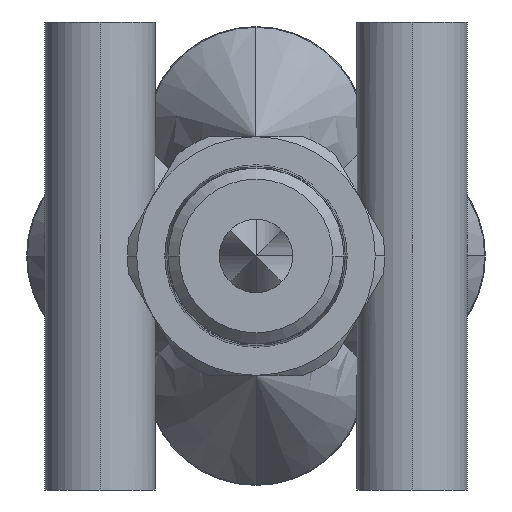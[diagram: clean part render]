
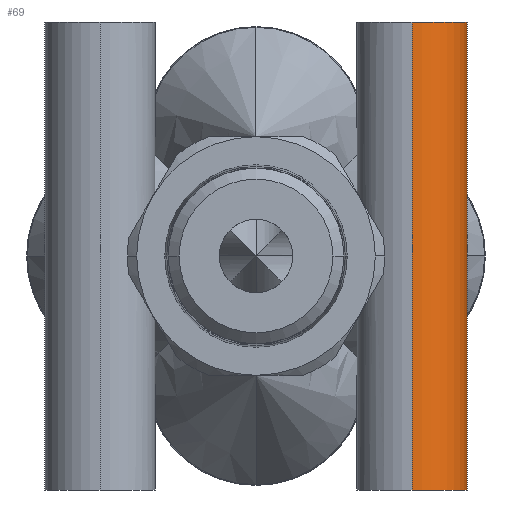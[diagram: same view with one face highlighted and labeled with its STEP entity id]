
A CAD part, front view. The second image highlights one B-rep face of the part: STEP entity #69.
In plain terms, the highlighted cylindrical face has radius 2.997 mm (diameter 5.994 mm), a partial arc.
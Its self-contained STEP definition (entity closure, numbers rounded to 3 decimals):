
#69=ADVANCED_FACE('',(#287),#288,.T.);
#287=FACE_OUTER_BOUND('',#699,.T.);
#288=CYLINDRICAL_SURFACE('',#700,2.997);
#699=EDGE_LOOP('',(#1256,#1257,#1258,#1259));
#700=AXIS2_PLACEMENT_3D('',#1260,#1261,#1262);
#1256=ORIENTED_EDGE('',*,*,#2706,.F.);
#1257=ORIENTED_EDGE('',*,*,#2707,.F.);
#1258=ORIENTED_EDGE('',*,*,#2708,.F.);
#1259=ORIENTED_EDGE('',*,*,#2709,.F.);
#1260=CARTESIAN_POINT('',(8.5,22.28,0.0));
#1261=DIRECTION('',(0.0,0.0,-1.0));
#1262=DIRECTION('',(0.,1.0,0.0));
#2706=EDGE_CURVE('',#3271,#3272,#3273,.T.);
#2707=EDGE_CURVE('',#3274,#3271,#3275,.T.);
#2708=EDGE_CURVE('',#3276,#3274,#3277,.T.);
#2709=EDGE_CURVE('',#3272,#3276,#3278,.T.);
#3271=VERTEX_POINT('',#4401);
#3272=VERTEX_POINT('',#4402);
#3273=LINE('',#4403,#4404);
#3274=VERTEX_POINT('',#4405);
#3275=CIRCLE('',#4406,2.997);
#3276=VERTEX_POINT('',#4407);
#3277=LINE('',#4408,#4409);
#3278=CIRCLE('',#4410,2.997);
#4401=CARTESIAN_POINT('',(8.5,25.277,12.75));
#4402=CARTESIAN_POINT('',(8.5,25.277,-12.75));
#4403=CARTESIAN_POINT('',(8.5,25.277,0.0));
#4404=VECTOR('',#5711,1.0);
#4405=CARTESIAN_POINT('',(8.5,19.283,12.75));
#4406=AXIS2_PLACEMENT_3D('',#5712,#5713,#5714);
#4407=CARTESIAN_POINT('',(8.5,19.283,-12.75));
#4408=CARTESIAN_POINT('',(8.5,19.283,0.0));
#4409=VECTOR('',#5715,1.0);
#4410=AXIS2_PLACEMENT_3D('',#5716,#5717,#5718);
#5711=DIRECTION('',(0.0,0.0,-1.0));
#5712=CARTESIAN_POINT('',(8.5,22.28,12.75));
#5713=DIRECTION('',(0.0,-0.0,1.0));
#5714=DIRECTION('',(0.,1.0,0.0));
#5715=DIRECTION('',(-0.0,-0.0,1.0));
#5716=CARTESIAN_POINT('',(8.5,22.28,-12.75));
#5717=DIRECTION('',(0.0,0.0,-1.0));
#5718=DIRECTION('',(0.,1.0,0.0));
